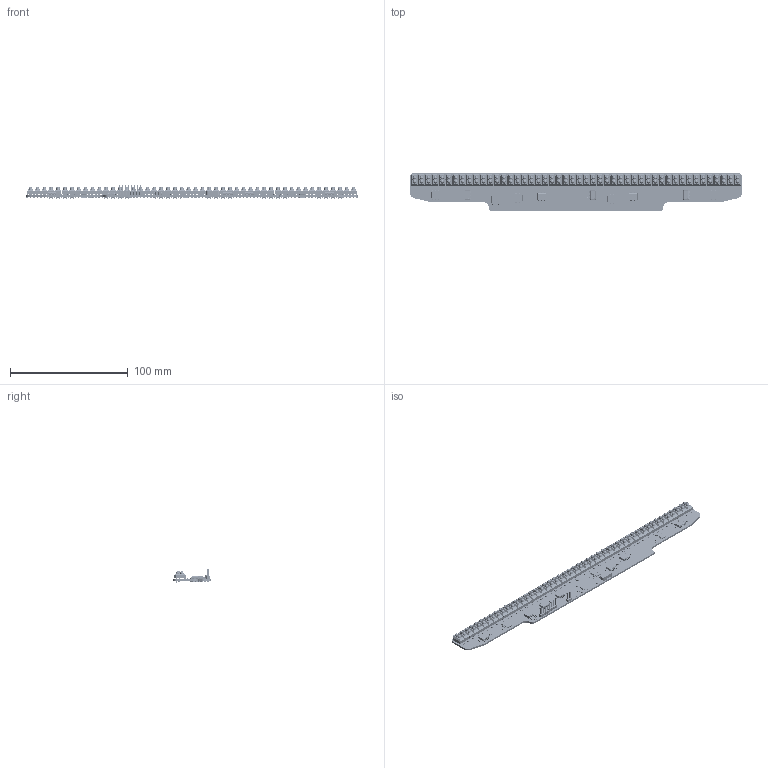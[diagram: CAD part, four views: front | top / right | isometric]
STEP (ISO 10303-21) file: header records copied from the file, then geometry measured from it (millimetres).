
FILE_DESCRIPTION(('Open CASCADE Model'),'2;1');
FILE_NAME('Open CASCADE Shape Model','2020-08-28T20:02:38',('Author'),( 'Open CASCADE'),'Open CASCADE STEP processor 6.8','Open CASCADE 6.8' ,'Unknown');
FILE_SCHEMA(('AUTOMOTIVE_DESIGN { 1 0 10303 214 1 1 1 1 }'));
Length unit declared in the file: millimetre
Products named in the file (243): PCB; Board; Open CASCADE STEP translator 6.8 1.1.1; U4; User_Library-DPAK_TO-252AA; 5V__P__N_GND; 6093314208; Extruded; 6093313808; 6093313328; C13; 6093316368; 6093315968; C12; 6093315568; 6093315248; C11; UART; User_Library-Header_Male_2Pin; User_Library-Header_Male_2Pin_PinArray; User_Library-Header_Male_2Pin_BodyArray; C10; C9; R7; 0805RES; R5; Rterm; R4; C6; C3_ADC2; U2_LightSensor1; TCRT5000; LEDs; Metal_Contacts; Open CASCADE STEP translator 6.8 1.16.1.3; U5_ADC6; User_Library-IPC_SO; U5_ADC5; U5_ADC4; U5_ADC3 ...
Assembly tree (510 placements, depth 4):
  PCB
    Board
      Open CASCADE STEP translator 6.8 1.1.1
    U4
      User_Library-DPAK_TO-252AA
    5V__P__N_GND
      6093314208  x2
        Extruded
      6093313808  x4
        Extruded
      6093313328  x4
        Extruded
    C13
      6093316368
        Extruded
      6093315968  x2
        Extruded
    C12
      6093315568
        Extruded
      6093315248  x2
        Extruded
    C11
      6093315568
        Extruded
      6093315248  x2
        Extruded
    UART
      User_Library-Header_Male_2Pin
        User_Library-Header_Male_2Pin_PinArray
        User_Library-Header_Male_2Pin_BodyArray
    C10
      6093316368
        Extruded
      6093315968  x2
        Extruded
    C9
      6093316368
        Extruded
      6093315968  x2
        Extruded
    R7
      0805RES
    R5
      0805RES
    Rterm
      0805RES
    R4
      0805RES
    C6
      6093316368
        Extruded
      6093315968  x2
        Extruded
    C3_ADC2
      6093316368
        Extruded
      6093315968  x2
        Extruded
    U2_LightSensor1
Bounding box: 282.3 x 31.89 x 12.04 mm (x, y, z)
Volume: 25450.8 mm3; surface area: 39485.8 mm2
Topology: 836 solids, 836 shells, 20966 faces, 54254 edges, 35384 vertices
Faces by surface type: plane 15433, bspline 3237, cylinder 2090, sphere 156, cone 50
Full cylindrical faces by diameter (mm): 0.9 x48, 1 x240, 1.1 x10, 2.796 x96
Entity records: 75027 total; most frequent: CARTESIAN_POINT 17896, ORIENTED_EDGE 9636, DIRECTION 9568, EDGE_CURVE 4818, LINE 3306, VECTOR 3306, AXIS2_PLACEMENT_3D 3131, VERTEX_POINT 3111
